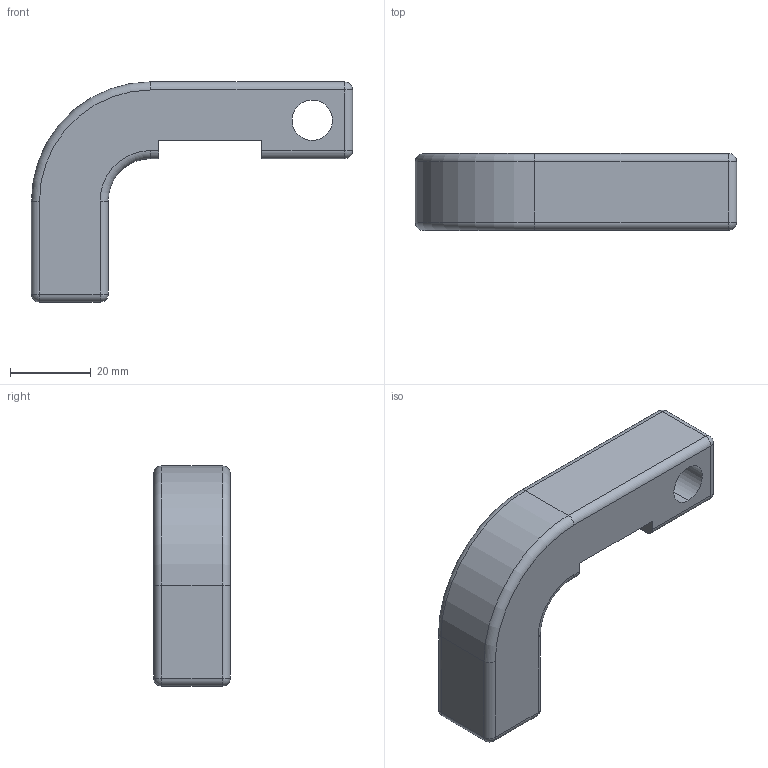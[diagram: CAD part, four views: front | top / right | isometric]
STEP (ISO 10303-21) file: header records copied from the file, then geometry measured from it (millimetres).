
FILE_DESCRIPTION (( 'STEP AP203' ), '1' );
FILE_NAME ('bras charnière.STEP', '2024-01-07T19:35:50', ( '' ), ( '' ), 'SwSTEP 2.0', 'SolidWorks 2021', '' );
FILE_SCHEMA (( 'CONFIG_CONTROL_DESIGN' ));
Length unit declared in the file: millimetre
Products named in the file (1): bras charnière
Bounding box: 79.5 x 19 x 54.5 mm (x, y, z)
Volume: 31052.7 mm3; surface area: 10824.5 mm2
Topology: 1 solids, 1 shells, 166 faces, 451 edges, 276 vertices
Faces by surface type: cylinder 119, plane 20, bspline 9, sphere 8, cone 6, torus 4
Entity records: 11175 total; most frequent: CARTESIAN_POINT 7581, ORIENTED_EDGE 874, DIRECTION 619, EDGE_CURVE 437, VERTEX_POINT 276, AXIS2_PLACEMENT_3D 224, LINE 171, VECTOR 171
